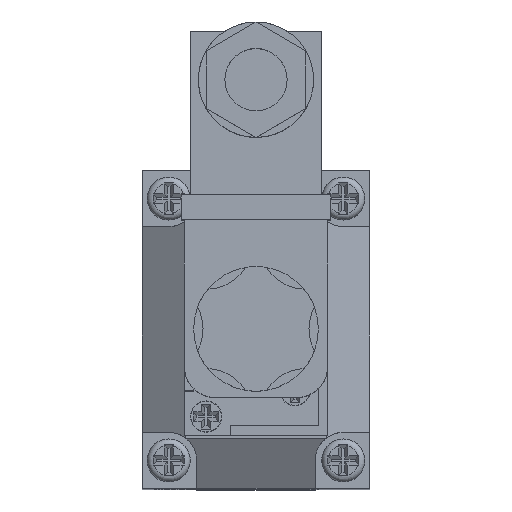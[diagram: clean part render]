
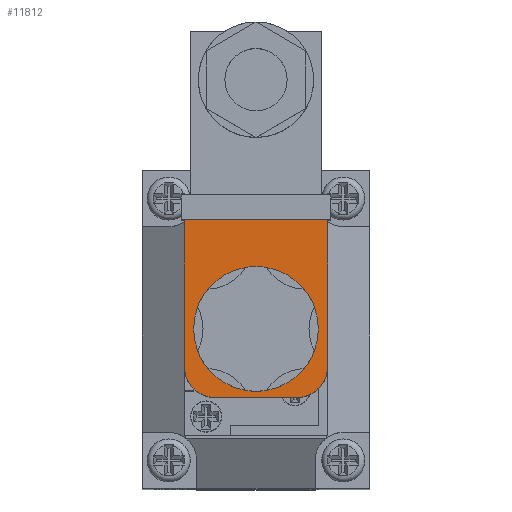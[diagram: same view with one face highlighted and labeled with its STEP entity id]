
A CAD part, top view. The second image highlights one B-rep face of the part: STEP entity #11812.
In plain terms, the highlighted planar face has unit normal (0, 0, 1).
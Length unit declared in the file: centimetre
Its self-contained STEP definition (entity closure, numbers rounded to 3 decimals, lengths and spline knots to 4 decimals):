
#323=LINE($,#17793,#1501);
#324=LINE($,#17795,#1502);
#325=LINE($,#17797,#1503);
#326=LINE($,#17801,#1504);
#1501=VECTOR($,#14142,2.35);
#1502=VECTOR($,#14143,2.3);
#1503=VECTOR($,#14144,2.35);
#1504=VECTOR($,#14147,1.3);
#2556=PLANE($,#12625);
#3148=FACE_BOUND($,#4186,.T.);
#3449=FACE_OUTER_BOUND($,#4185,.T.);
#4185=EDGE_LOOP($,(#8830,#8831,#8832,#8833,#8834,#8835));
#4186=EDGE_LOOP($,(#8836));
#4992=CIRCLE($,#12584,1.);
#5020=CIRCLE($,#12626,0.5);
#5021=CIRCLE($,#12627,0.5);
#5520=VERTEX_POINT($,#17687);
#5564=VERTEX_POINT($,#17791);
#5565=VERTEX_POINT($,#17792);
#5566=VERTEX_POINT($,#17794);
#5567=VERTEX_POINT($,#17796);
#5568=VERTEX_POINT($,#17798);
#5569=VERTEX_POINT($,#17800);
#6796=EDGE_CURVE($,#5520,#5520,#4992,.T.);
#6842=EDGE_CURVE($,#5564,#5565,#323,.T.);
#6843=EDGE_CURVE($,#5565,#5566,#324,.T.);
#6844=EDGE_CURVE($,#5566,#5567,#325,.T.);
#6845=EDGE_CURVE($,#5567,#5568,#5020,.T.);
#6846=EDGE_CURVE($,#5568,#5569,#326,.T.);
#6847=EDGE_CURVE($,#5569,#5564,#5021,.T.);
#8830=ORIENTED_EDGE($,*,*,#6842,.T.);
#8831=ORIENTED_EDGE($,*,*,#6843,.T.);
#8832=ORIENTED_EDGE($,*,*,#6844,.T.);
#8833=ORIENTED_EDGE($,*,*,#6845,.T.);
#8834=ORIENTED_EDGE($,*,*,#6846,.T.);
#8835=ORIENTED_EDGE($,*,*,#6847,.T.);
#8836=ORIENTED_EDGE($,*,*,#6796,.T.);
#11812=ADVANCED_FACE($,(#3449,#3148),#2556,.T.);
#12584=AXIS2_PLACEMENT_3D($,#17688,#14040,#14041);
#12625=AXIS2_PLACEMENT_3D($,#17790,#14140,#14141);
#12626=AXIS2_PLACEMENT_3D($,#17799,#14145,#14146);
#12627=AXIS2_PLACEMENT_3D($,#17802,#14148,#14149);
#14040=DIRECTION('center_axis',(0.,0.,
-1.));
#14041=DIRECTION('ref_axis',(-1.,0.,0.));
#14140=DIRECTION('center_axis',(0.,0.,
1.));
#14141=DIRECTION('ref_axis',(1.,0.,0.));
#14142=DIRECTION($,(0.,1.,0.));
#14143=DIRECTION($,(-1.,0.,0.));
#14144=DIRECTION($,(0.,-1.,0.));
#14145=DIRECTION('center_axis',(0.,0.,
1.));
#14146=DIRECTION('ref_axis',(1.,0.,0.));
#14147=DIRECTION($,(1.,0.,0.));
#14148=DIRECTION('center_axis',(0.,0.,
1.));
#14149=DIRECTION('ref_axis',(-1.,0.,0.));
#17687=CARTESIAN_POINT('',(-1.3636,0.2488,10.78));
#17688=CARTESIAN_POINT('Origin',(-0.3636,0.2488,10.78));
#17790=CARTESIAN_POINT('Origin',(-1.0136,-0.3512,10.78));
#17791=CARTESIAN_POINT('',(0.7864,-0.3512,10.78));
#17792=CARTESIAN_POINT('',(0.7864,1.9988,10.78));
#17793=CARTESIAN_POINT($,(0.7864,-0.3512,10.78));
#17794=CARTESIAN_POINT('',(-1.5136,1.9988,10.78));
#17795=CARTESIAN_POINT($,(-1.5136,1.9988,10.78));
#17796=CARTESIAN_POINT('',(-1.5136,-0.3512,10.78));
#17797=CARTESIAN_POINT($,(-1.5136,-0.3512,10.78));
#17798=CARTESIAN_POINT('',(-1.0136,-0.8512,10.78));
#17799=CARTESIAN_POINT('Origin',(-1.0136,-0.3512,10.78));
#17800=CARTESIAN_POINT('',(0.2864,-0.8512,10.78));
#17801=CARTESIAN_POINT($,(-1.0136,-0.8512,10.78));
#17802=CARTESIAN_POINT('Origin',(0.2864,-0.3512,10.78));
